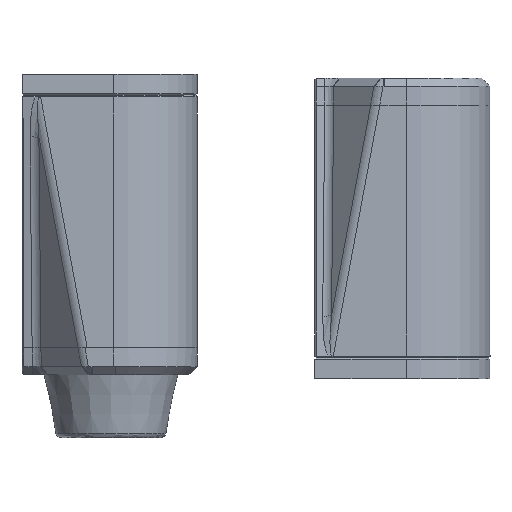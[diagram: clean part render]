
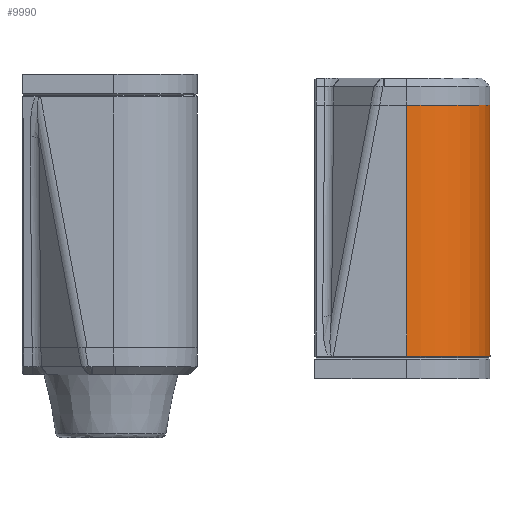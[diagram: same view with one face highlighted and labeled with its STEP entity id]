
A CAD part, front view. The second image highlights one B-rep face of the part: STEP entity #9990.
In plain terms, the highlighted cylindrical face has radius 20 mm (diameter 40 mm), a partial arc.
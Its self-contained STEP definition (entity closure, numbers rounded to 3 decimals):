
#740=CYLINDRICAL_SURFACE('',#10652,20.);
#1104=FACE_OUTER_BOUND('',#1708,.T.);
#1708=EDGE_LOOP('',(#6877,#6878,#6879,#6880));
#2355=CIRCLE('',#10650,20.);
#2356=CIRCLE('',#10653,20.);
#2554=LINE('',#13554,#3460);
#2555=LINE('',#13557,#3461);
#3460=VECTOR('',#11326,10.);
#3461=VECTOR('',#11329,10.);
#4361=VERTEX_POINT('',#13538);
#4364=VERTEX_POINT('',#13543);
#4367=VERTEX_POINT('',#13553);
#4368=VERTEX_POINT('',#13555);
#5335=EDGE_CURVE('',#4364,#4361,#2355,.T.);
#5339=EDGE_CURVE('',#4367,#4364,#2554,.T.);
#5340=EDGE_CURVE('',#4368,#4367,#2356,.T.);
#5341=EDGE_CURVE('',#4368,#4361,#2555,.T.);
#6877=ORIENTED_EDGE('',*,*,#5335,.F.);
#6878=ORIENTED_EDGE('',*,*,#5339,.F.);
#6879=ORIENTED_EDGE('',*,*,#5340,.F.);
#6880=ORIENTED_EDGE('',*,*,#5341,.T.);
#9990=ADVANCED_FACE('',(#1104),#740,.T.);
#10650=AXIS2_PLACEMENT_3D('',#13545,#11317,#11318);
#10652=AXIS2_PLACEMENT_3D('',#13552,#11324,#11325);
#10653=AXIS2_PLACEMENT_3D('',#13556,#11327,#11328);
#11317=DIRECTION('center_axis',(0.,0.,
-1.));
#11318=DIRECTION('ref_axis',(1.,0.,0.));
#11324=DIRECTION('center_axis',(0.,0.,1.));
#11325=DIRECTION('ref_axis',(1.,0.,0.));
#11326=DIRECTION('',(0.,0.,-1.));
#11327=DIRECTION('center_axis',(0.,0.,
1.));
#11328=DIRECTION('ref_axis',(1.,0.,0.));
#11329=DIRECTION('',(0.,0.,-1.));
#13538=CARTESIAN_POINT('',(230.,-250.,5.4));
#13543=CARTESIAN_POINT('',(250.,-230.,5.4));
#13545=CARTESIAN_POINT('Origin',(230.,-230.,5.4));
#13552=CARTESIAN_POINT('Origin',(230.,-230.,0.));
#13553=CARTESIAN_POINT('',(250.,-230.,65.5));
#13554=CARTESIAN_POINT('',(250.,-230.,0.));
#13555=CARTESIAN_POINT('',(230.,-250.,65.5));
#13556=CARTESIAN_POINT('Origin',(230.,-230.,65.5));
#13557=CARTESIAN_POINT('',(230.,-250.,0.));
